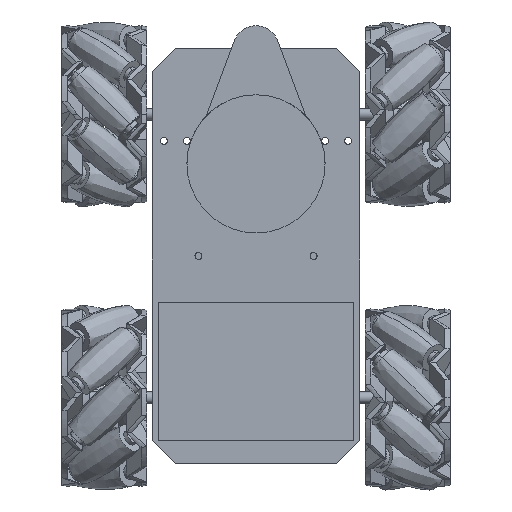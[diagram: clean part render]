
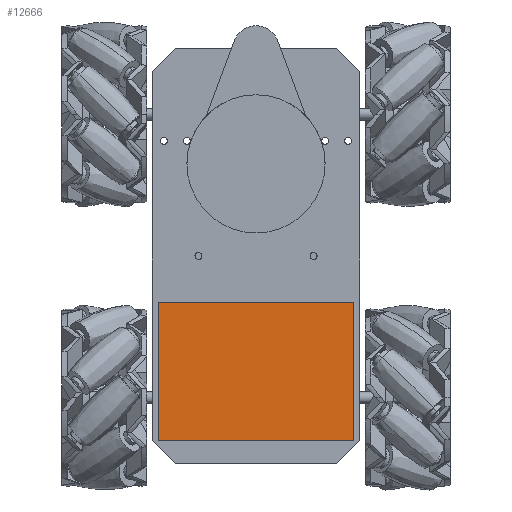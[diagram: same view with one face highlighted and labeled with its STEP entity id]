
A CAD part, left-side view. The second image highlights one B-rep face of the part: STEP entity #12666.
In plain terms, the highlighted face is planar.
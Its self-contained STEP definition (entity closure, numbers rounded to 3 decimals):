
#759 = DIRECTION ( 'NONE',  ( 0., 0., -1. ) ) ;
#1175 = CARTESIAN_POINT ( 'NONE',  ( -42.5, 0., 30. ) ) ;
#1329 = DIRECTION ( 'NONE',  ( -1., 0., 0. ) ) ;
#3150 = CARTESIAN_POINT ( 'NONE',  ( -42.5, 0., -30. ) ) ;
#3743 = DIRECTION ( 'NONE',  ( 0., 0., 1. ) ) ;
#3801 = VERTEX_POINT ( 'NONE', #3150 ) ;
#4198 = VECTOR ( 'NONE', #11768, 1000. ) ;
#4264 = VERTEX_POINT ( 'NONE', #4431 ) ;
#4279 = CARTESIAN_POINT ( 'NONE',  ( 42.5, 0., 30. ) ) ;
#4321 = VECTOR ( 'NONE', #13570, 1000. ) ;
#4431 = CARTESIAN_POINT ( 'NONE',  ( -42.5, 0., 30. ) ) ;
#5157 = LINE ( 'NONE', #4279, #4198 ) ;
#7189 = VECTOR ( 'NONE', #3743, 1000. ) ;
#7257 = CARTESIAN_POINT ( 'NONE',  ( 0., 0., 0. ) ) ;
#7576 = ORIENTED_EDGE ( 'NONE', *, *, #7603, .F. ) ;
#7603 = EDGE_CURVE ( 'NONE', #4264, #9715, #9658, .T. ) ;
#7638 = LINE ( 'NONE', #11277, #13718 ) ;
#9658 = LINE ( 'NONE', #13521, #4321 ) ;
#9715 = VERTEX_POINT ( 'NONE', #10871 ) ;
#10311 = EDGE_CURVE ( 'NONE', #12660, #3801, #7638, .T. ) ;
#10871 = CARTESIAN_POINT ( 'NONE',  ( 42.5, 0., 30. ) ) ;
#11028 = DIRECTION ( 'NONE',  ( 0., -1., 0. ) ) ;
#11277 = CARTESIAN_POINT ( 'NONE',  ( -42.5, 0., -30. ) ) ;
#11292 = EDGE_LOOP ( 'NONE', ( #12493, #7576, #13770, #15601 ) ) ;
#11768 = DIRECTION ( 'NONE',  ( 0., 0., -1. ) ) ;
#12493 = ORIENTED_EDGE ( 'NONE', *, *, #16171, .F. ) ;
#12660 = VERTEX_POINT ( 'NONE', #13500 ) ;
#12666 = ADVANCED_FACE ( 'NONE', ( #14899 ), #14766, .T. ) ;
#13500 = CARTESIAN_POINT ( 'NONE',  ( 42.5, 0., -30. ) ) ;
#13501 = AXIS2_PLACEMENT_3D ( 'NONE', #7257, #11028, #759 ) ;
#13521 = CARTESIAN_POINT ( 'NONE',  ( -42.5, 0., 30. ) ) ;
#13570 = DIRECTION ( 'NONE',  ( 1., 0., 0. ) ) ;
#13718 = VECTOR ( 'NONE', #1329, 1000. ) ;
#13770 = ORIENTED_EDGE ( 'NONE', *, *, #15427, .F. ) ;
#14766 = PLANE ( 'NONE',  #13501 ) ;
#14899 = FACE_OUTER_BOUND ( 'NONE', #11292, .T. ) ;
#15427 = EDGE_CURVE ( 'NONE', #3801, #4264, #16055, .T. ) ;
#15601 = ORIENTED_EDGE ( 'NONE', *, *, #10311, .F. ) ;
#16055 = LINE ( 'NONE', #1175, #7189 ) ;
#16171 = EDGE_CURVE ( 'NONE', #9715, #12660, #5157, .T. ) ;
